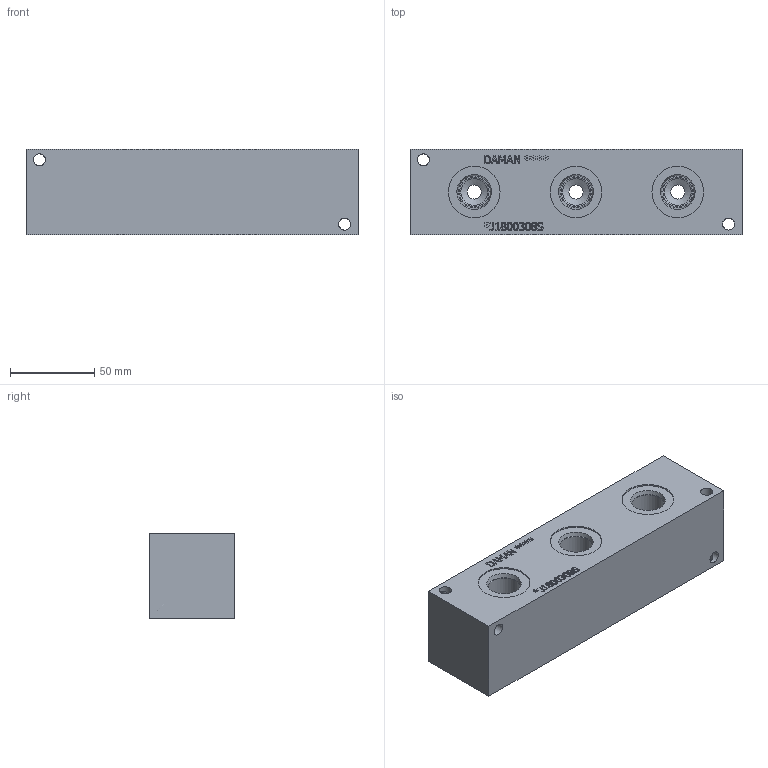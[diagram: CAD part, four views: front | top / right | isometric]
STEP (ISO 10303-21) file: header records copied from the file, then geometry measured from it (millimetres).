
FILE_DESCRIPTION(/* description */ (''),/* implementation_level */ '2;1');
FILE_NAME(/* name */ '_J1800308S.stp',/* time_stamp */ '2020-03-16T16:45:57-04:00',/* author */ ('alexanderw'),/* organization */ (''),/* preprocessor_version */ 'ST-DEVELOPER v17',/* originating_system */ 'Autodesk Inventor 2019',/* authorisation */ '');
FILE_SCHEMA (('AUTOMOTIVE_DESIGN { 1 0 10303 214 3 1 1 }'));
Length unit declared in the file: millimetre
Products named in the file (1): Part_AJ1800308S_3D
Bounding box: 196.85 x 50.8 x 50.8 mm (x, y, z)
Volume: 459827.3 mm3; surface area: 57055.4 mm2
Topology: 1 solids, 1 shells, 406 faces, 1102 edges, 735 vertices
Faces by surface type: plane 221, bspline 123, cylinder 38, cone 24
Full cylindrical faces by diameter (mm): 7.137 x8, 15.875 x6, 17.501 x6, 19.05 x6, 19.253 x6, 30.632 x6
Entity records: 13781 total; most frequent: CARTESIAN_POINT 3843, ORIENTED_EDGE 2204, DIRECTION 1561, EDGE_CURVE 1102, VERTEX_POINT 735, LINE 719, VECTOR 719, EDGE_LOOP 461
